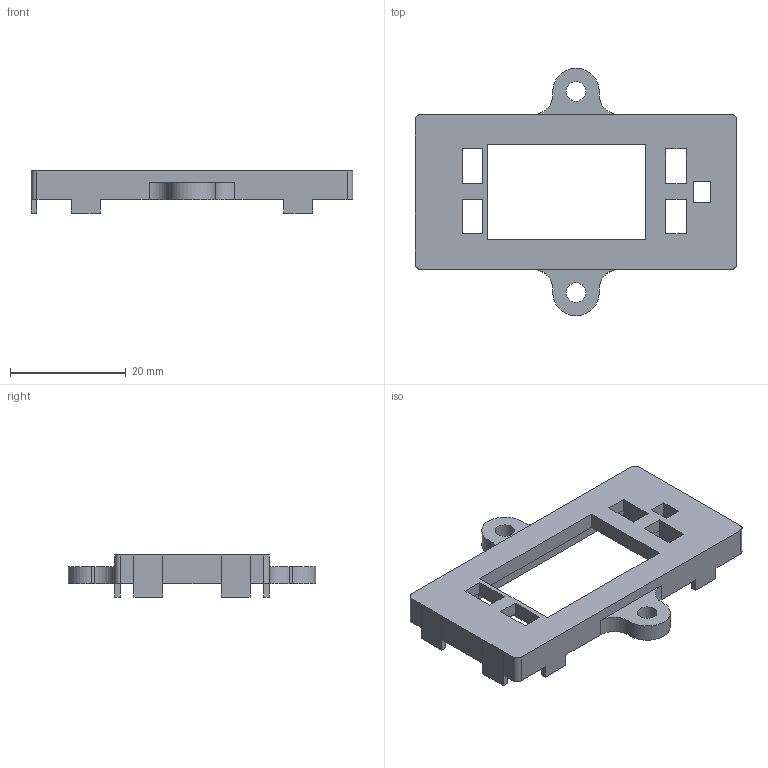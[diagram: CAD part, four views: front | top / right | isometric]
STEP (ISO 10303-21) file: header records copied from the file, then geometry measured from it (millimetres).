
FILE_DESCRIPTION(/* description */ (''),/* implementation_level */ '2;1');
FILE_NAME(/* name */ 'Top.step',/* time_stamp */ '2021-04-10T19:24:23+01:00',/* author */ (''),/* organization */ (''),/* preprocessor_version */ 'ST-DEVELOPER v18.1',/* originating_system */ 'Autodesk Translation Framework v10.6.0.1341',/* authorisation */ '');
FILE_SCHEMA (('AUTOMOTIVE_DESIGN { 1 0 10303 214 3 1 1 }'));
Length unit declared in the file: millimetre
Products named in the file (1): Top
Bounding box: 55.5 x 42.7 x 7.25 mm (x, y, z)
Volume: 4729 mm3; surface area: 3992 mm2
Topology: 1 solids, 1 shells, 101 faces, 296 edges, 194 vertices
Faces by surface type: plane 89, cylinder 12
Full cylindrical faces by diameter (mm): 3.4 x2
Entity records: 3359 total; most frequent: ORIENTED_EDGE 592, CARTESIAN_POINT 592, DIRECTION 524, EDGE_CURVE 296, LINE 272, VECTOR 272, VERTEX_POINT 194, AXIS2_PLACEMENT_3D 126
